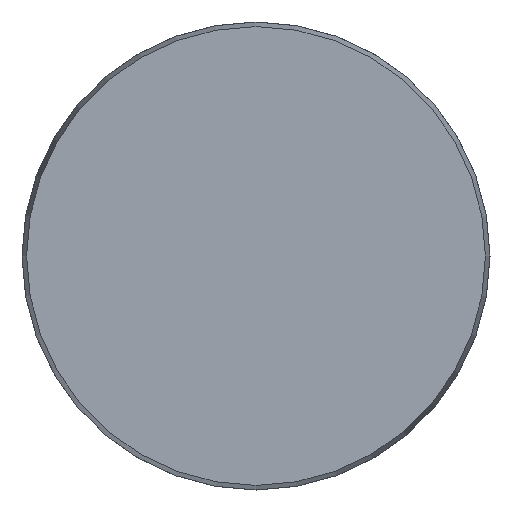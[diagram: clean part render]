
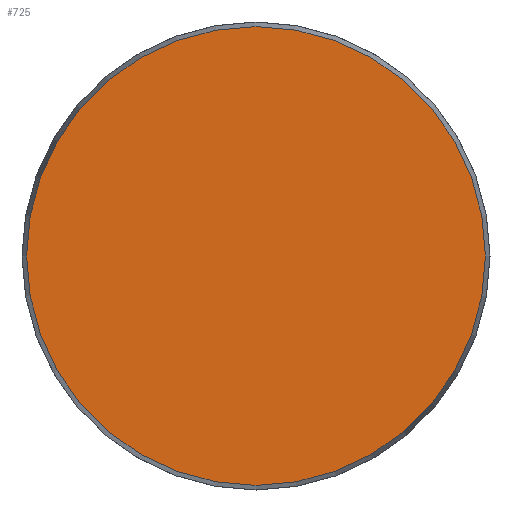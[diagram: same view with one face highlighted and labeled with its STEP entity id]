
A CAD part, front view. The second image highlights one B-rep face of the part: STEP entity #725.
In plain terms, the highlighted planar face has unit normal (0, -1, 0).
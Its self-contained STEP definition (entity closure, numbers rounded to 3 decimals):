
#39 = CIRCLE ( 'NONE', #670, 28.425 ) ;
#90 = DIRECTION ( 'NONE',  ( 0., 0., 1. ) ) ;
#204 = FACE_OUTER_BOUND ( 'NONE', #569, .T. ) ;
#226 = DIRECTION ( 'NONE',  ( 0., 0., -1. ) ) ;
#283 = ORIENTED_EDGE ( 'NONE', *, *, #428, .T. ) ;
#335 = CARTESIAN_POINT ( 'NONE',  ( 0., 0., 0. ) ) ;
#428 = EDGE_CURVE ( 'NONE', #625, #625, #39, .T. ) ;
#497 = PLANE ( 'NONE',  #561 ) ;
#561 = AXIS2_PLACEMENT_3D ( 'NONE', #718, #616, #90 ) ;
#569 = EDGE_LOOP ( 'NONE', ( #283 ) ) ;
#616 = DIRECTION ( 'NONE',  ( 0., 1., 0. ) ) ;
#625 = VERTEX_POINT ( 'NONE', #676 ) ;
#670 = AXIS2_PLACEMENT_3D ( 'NONE', #335, #689, #226 ) ;
#676 = CARTESIAN_POINT ( 'NONE',  ( 0., 0., -28.425 ) ) ;
#689 = DIRECTION ( 'NONE',  ( 0., -1., 0. ) ) ;
#718 = CARTESIAN_POINT ( 'NONE',  ( -28.425, 0., 0. ) ) ;
#725 = ADVANCED_FACE ( 'NONE', ( #204 ), #497, .F. ) ;
